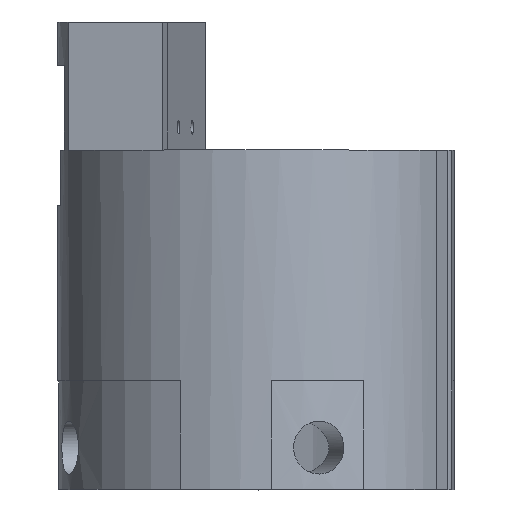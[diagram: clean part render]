
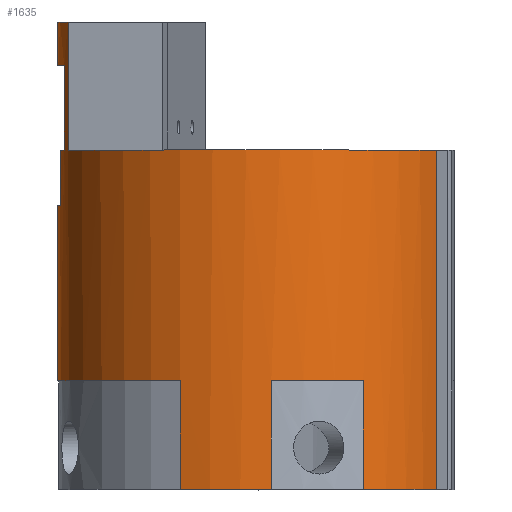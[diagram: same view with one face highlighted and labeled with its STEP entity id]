
A CAD part, top view. The second image highlights one B-rep face of the part: STEP entity #1635.
In plain terms, the highlighted cylindrical face has radius 18.098 mm (diameter 36.195 mm), a partial arc.
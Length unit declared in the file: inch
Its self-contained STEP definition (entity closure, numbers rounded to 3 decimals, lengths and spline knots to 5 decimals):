
#54=LINE('',#2304,#191);
#55=LINE('',#2306,#192);
#69=LINE('',#2345,#206);
#73=LINE('',#2352,#210);
#89=LINE('',#2390,#226);
#147=LINE('',#2673,#284);
#154=LINE('',#2706,#291);
#163=LINE('',#2730,#300);
#170=LINE('',#3091,#307);
#171=LINE('',#3097,#308);
#175=LINE('',#3190,#312);
#191=VECTOR('',#1845,0.3937);
#192=VECTOR('',#1846,0.3937);
#206=VECTOR('',#1880,0.3937);
#210=VECTOR('',#1886,0.3937);
#226=VECTOR('',#1926,0.3937);
#284=VECTOR('',#2078,0.3937);
#291=VECTOR('',#2113,0.3937);
#300=VECTOR('',#2140,0.3937);
#307=VECTOR('',#2177,0.3937);
#308=VECTOR('',#2186,0.3937);
#312=VECTOR('',#2240,0.3937);
#349=CYLINDRICAL_SURFACE('',#1803,0.7125);
#443=FACE_OUTER_BOUND('',#541,.T.);
#541=EDGE_LOOP('',(#1435,#1436,#1437,#1438,#1439,#1440,#1441,#1442,#1443,
#1444,#1445,#1446,#1447,#1448,#1449,#1450,#1451,#1452,#1453,#1454,#1455,
#1456));
#554=CIRCLE('',#1660,0.7125);
#557=CIRCLE('',#1665,0.7125);
#559=CIRCLE('',#1669,0.7125);
#562=CIRCLE('',#1672,0.7125);
#566=CIRCLE('',#1693,0.7125);
#596=CIRCLE('',#1742,0.7125);
#600=CIRCLE('',#1746,0.7125);
#605=CIRCLE('',#1754,0.7125);
#615=CIRCLE('',#1777,0.7125);
#628=CIRCLE('',#1804,0.7125);
#629=CIRCLE('',#1805,0.7125);
#632=VERTEX_POINT('',#2273);
#633=VERTEX_POINT('',#2274);
#641=VERTEX_POINT('',#2293);
#642=VERTEX_POINT('',#2295);
#645=VERTEX_POINT('',#2303);
#646=VERTEX_POINT('',#2305);
#647=VERTEX_POINT('',#2309);
#655=VERTEX_POINT('',#2325);
#661=VERTEX_POINT('',#2344);
#663=VERTEX_POINT('',#2350);
#676=VERTEX_POINT('',#2401);
#746=VERTEX_POINT('',#2670);
#747=VERTEX_POINT('',#2672);
#751=VERTEX_POINT('',#2684);
#754=VERTEX_POINT('',#2690);
#755=VERTEX_POINT('',#2692);
#757=VERTEX_POINT('',#2700);
#759=VERTEX_POINT('',#2704);
#762=VERTEX_POINT('',#2715);
#784=VERTEX_POINT('',#3089);
#785=VERTEX_POINT('',#3093);
#789=VERTEX_POINT('',#3189);
#793=EDGE_CURVE('',#632,#633,#554,.T.);
#802=EDGE_CURVE('',#641,#642,#557,.T.);
#806=EDGE_CURVE('',#633,#645,#54,.T.);
#807=EDGE_CURVE('',#646,#632,#55,.T.);
#809=EDGE_CURVE('',#646,#647,#559,.T.);
#818=EDGE_CURVE('',#655,#645,#562,.T.);
#827=EDGE_CURVE('',#661,#647,#69,.T.);
#831=EDGE_CURVE('',#641,#663,#73,.T.);
#851=EDGE_CURVE('',#642,#655,#89,.T.);
#858=EDGE_CURVE('',#676,#663,#566,.T.);
#944=EDGE_CURVE('',#747,#746,#147,.T.);
#950=EDGE_CURVE('',#747,#751,#596,.F.);
#954=EDGE_CURVE('',#754,#755,#600,.F.);
#962=EDGE_CURVE('',#757,#759,#154,.T.);
#968=EDGE_CURVE('',#759,#762,#605,.T.);
#975=EDGE_CURVE('',#762,#755,#163,.T.);
#1004=EDGE_CURVE('',#754,#784,#170,.T.);
#1006=EDGE_CURVE('',#784,#785,#615,.T.);
#1007=EDGE_CURVE('',#785,#751,#171,.T.);
#1023=EDGE_CURVE('',#676,#789,#175,.T.);
#1024=EDGE_CURVE('',#789,#757,#628,.T.);
#1025=EDGE_CURVE('',#661,#746,#629,.T.);
#1435=ORIENTED_EDGE('',*,*,#858,.F.);
#1436=ORIENTED_EDGE('',*,*,#1023,.T.);
#1437=ORIENTED_EDGE('',*,*,#1024,.T.);
#1438=ORIENTED_EDGE('',*,*,#962,.T.);
#1439=ORIENTED_EDGE('',*,*,#968,.T.);
#1440=ORIENTED_EDGE('',*,*,#975,.T.);
#1441=ORIENTED_EDGE('',*,*,#954,.F.);
#1442=ORIENTED_EDGE('',*,*,#1004,.T.);
#1443=ORIENTED_EDGE('',*,*,#1006,.T.);
#1444=ORIENTED_EDGE('',*,*,#1007,.T.);
#1445=ORIENTED_EDGE('',*,*,#950,.F.);
#1446=ORIENTED_EDGE('',*,*,#944,.T.);
#1447=ORIENTED_EDGE('',*,*,#1025,.F.);
#1448=ORIENTED_EDGE('',*,*,#827,.T.);
#1449=ORIENTED_EDGE('',*,*,#809,.F.);
#1450=ORIENTED_EDGE('',*,*,#807,.T.);
#1451=ORIENTED_EDGE('',*,*,#793,.T.);
#1452=ORIENTED_EDGE('',*,*,#806,.T.);
#1453=ORIENTED_EDGE('',*,*,#818,.F.);
#1454=ORIENTED_EDGE('',*,*,#851,.F.);
#1455=ORIENTED_EDGE('',*,*,#802,.F.);
#1456=ORIENTED_EDGE('',*,*,#831,.T.);
#1635=ADVANCED_FACE('',(#443),#349,.T.);
#1660=AXIS2_PLACEMENT_3D('',#2276,#1822,#1823);
#1665=AXIS2_PLACEMENT_3D('',#2296,#1838,#1839);
#1669=AXIS2_PLACEMENT_3D('',#2310,#1851,#1852);
#1672=AXIS2_PLACEMENT_3D('',#2327,#1863,#1864);
#1693=AXIS2_PLACEMENT_3D('',#2403,#1939,#1940);
#1742=AXIS2_PLACEMENT_3D('',#2685,#2091,#2092);
#1746=AXIS2_PLACEMENT_3D('',#2693,#2099,#2100);
#1754=AXIS2_PLACEMENT_3D('',#2717,#2124,#2125);
#1777=AXIS2_PLACEMENT_3D('',#3095,#2182,#2183);
#1803=AXIS2_PLACEMENT_3D('',#3188,#2238,#2239);
#1804=AXIS2_PLACEMENT_3D('',#3191,#2241,#2242);
#1805=AXIS2_PLACEMENT_3D('',#3192,#2243,#2244);
#1822=DIRECTION('center_axis',(0.,-1.,0.));
#1823=DIRECTION('ref_axis',(0.986,0.,0.164));
#1838=DIRECTION('center_axis',(0.,-1.,0.));
#1839=DIRECTION('ref_axis',(0.986,0.,0.164));
#1845=DIRECTION('',(0.,1.,0.));
#1846=DIRECTION('',(0.,-1.,0.));
#1851=DIRECTION('center_axis',(0.,1.,0.));
#1852=DIRECTION('ref_axis',(-0.741,0.,-0.671));
#1863=DIRECTION('center_axis',(0.,1.,0.));
#1864=DIRECTION('ref_axis',(-0.741,0.,-0.671));
#1880=DIRECTION('',(0.,1.,0.));
#1886=DIRECTION('',(0.,-1.,0.));
#1926=DIRECTION('',(0.,1.,0.));
#1939=DIRECTION('center_axis',(0.,1.,0.));
#1940=DIRECTION('ref_axis',(1.,0.,0.));
#2078=DIRECTION('',(0.,1.,0.));
#2091=DIRECTION('center_axis',(0.,1.,0.));
#2092=DIRECTION('ref_axis',(1.,0.,0.));
#2099=DIRECTION('center_axis',(0.,1.,0.));
#2100=DIRECTION('ref_axis',(1.,0.,0.));
#2113=DIRECTION('',(0.,-1.,0.));
#2124=DIRECTION('center_axis',(0.,1.,0.));
#2125=DIRECTION('ref_axis',(1.,0.,0.));
#2140=DIRECTION('',(0.,-1.,0.));
#2177=DIRECTION('',(0.,1.,0.));
#2182=DIRECTION('center_axis',(0.,1.,0.));
#2183=DIRECTION('ref_axis',(1.,0.,0.));
#2186=DIRECTION('',(0.,-1.,0.));
#2238=DIRECTION('center_axis',(0.,1.,0.));
#2239=DIRECTION('ref_axis',(-0.55,0.,0.835));
#2240=DIRECTION('',(0.,-1.,0.));
#2241=DIRECTION('center_axis',(0.,-1.,0.));
#2242=DIRECTION('ref_axis',(1.,0.,0.));
#2243=DIRECTION('center_axis',(0.,1.,0.));
#2244=DIRECTION('ref_axis',(1.,0.,0.));
#2273=CARTESIAN_POINT('',(1.45832,3.7978,3.45198));
#2274=CARTESIAN_POINT('',(1.57455,3.7978,3.23984));
#2276=CARTESIAN_POINT('Origin',(2.13222,3.7978,3.6833));
#2293=CARTESIAN_POINT('',(1.44374,3.6708,3.86675));
#2295=CARTESIAN_POINT('',(1.60401,3.6708,3.20513));
#2296=CARTESIAN_POINT('Origin',(2.13222,3.6708,3.6833));
#2303=CARTESIAN_POINT('',(1.57455,3.8258,3.23984));
#2304=CARTESIAN_POINT('',(1.57455,3.8258,3.23984));
#2305=CARTESIAN_POINT('',(1.45832,3.8258,3.45198));
#2306=CARTESIAN_POINT('',(1.45832,3.8258,3.45198));
#2309=CARTESIAN_POINT('',(1.45755,3.8258,3.91237));
#2310=CARTESIAN_POINT('Origin',(2.13222,3.8258,3.6833));
#2325=CARTESIAN_POINT('',(1.60401,3.8258,3.20513));
#2327=CARTESIAN_POINT('Origin',(2.13222,3.8258,3.6833));
#2344=CARTESIAN_POINT('',(1.45755,3.3658,3.91237));
#2345=CARTESIAN_POINT('',(1.45755,3.8298,3.91237));
#2350=CARTESIAN_POINT('',(1.44374,3.3658,3.86675));
#2352=CARTESIAN_POINT('',(1.44374,3.8298,3.86675));
#2390=CARTESIAN_POINT('',(1.60401,3.8298,3.20513));
#2401=CARTESIAN_POINT('',(1.43007,3.3658,3.8043));
#2403=CARTESIAN_POINT('Origin',(2.13222,3.3658,3.6833));
#2670=CARTESIAN_POINT('',(2.78045,3.3658,3.97903));
#2672=CARTESIAN_POINT('',(2.78045,2.1478,3.97903));
#2673=CARTESIAN_POINT('',(2.78045,2.1478,3.97903));
#2684=CARTESIAN_POINT('',(2.51688,2.1478,4.28304));
#2685=CARTESIAN_POINT('Origin',(2.13222,2.1478,3.6833));
#2690=CARTESIAN_POINT('',(2.18719,2.1478,4.39368));
#2692=CARTESIAN_POINT('',(1.86035,2.1478,4.34189));
#2693=CARTESIAN_POINT('Origin',(2.13222,2.1478,3.6833));
#2700=CARTESIAN_POINT('',(1.42808,3.1668,3.57449));
#2704=CARTESIAN_POINT('',(1.42808,2.5378,3.57449));
#2706=CARTESIAN_POINT('',(1.42808,3.2158,3.57449));
#2715=CARTESIAN_POINT('',(1.86035,2.5378,4.34189));
#2717=CARTESIAN_POINT('Origin',(2.13222,2.5378,3.6833));
#2730=CARTESIAN_POINT('',(1.86035,2.1378,4.34189));
#3089=CARTESIAN_POINT('',(2.18719,2.5378,4.39368));
#3091=CARTESIAN_POINT('',(2.18719,1.8378,4.39368));
#3093=CARTESIAN_POINT('',(2.51688,2.5378,4.28304));
#3095=CARTESIAN_POINT('Origin',(2.13222,2.5378,3.6833));
#3097=CARTESIAN_POINT('',(2.51688,1.8378,4.28304));
#3188=CARTESIAN_POINT('Origin',(2.13222,3.2158,3.6833));
#3189=CARTESIAN_POINT('',(1.43007,3.1668,3.8043));
#3190=CARTESIAN_POINT('',(1.43007,3.2158,3.8043));
#3191=CARTESIAN_POINT('Origin',(2.13222,3.1668,3.6833));
#3192=CARTESIAN_POINT('Origin',(2.13222,3.3658,3.6833));
